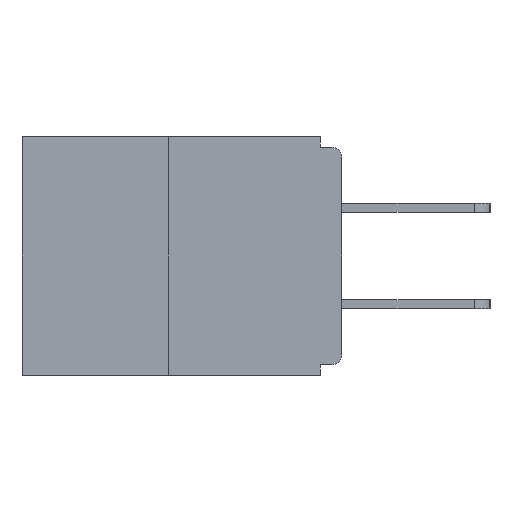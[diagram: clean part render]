
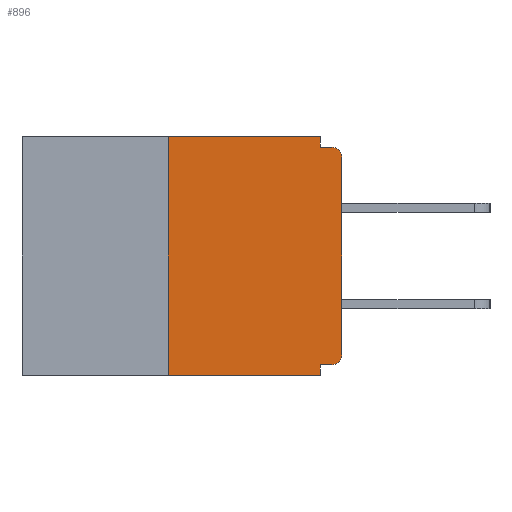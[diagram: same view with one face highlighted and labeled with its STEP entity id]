
A CAD part, left-side view. The second image highlights one B-rep face of the part: STEP entity #896.
In plain terms, the highlighted planar face has unit normal (-1, 0, 0).
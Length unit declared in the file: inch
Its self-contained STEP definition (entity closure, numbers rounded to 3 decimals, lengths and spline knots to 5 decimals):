
#88 = DIRECTION ( 'NONE',  ( -1., 0., 0. ) ) ;
#169 = DIRECTION ( 'NONE',  ( 0., -1., 0. ) ) ;
#427 = EDGE_CURVE ( 'NONE', #14443, #8282, #18513, .T. ) ;
#852 = ORIENTED_EDGE ( 'NONE', *, *, #21056, .T. ) ;
#896 = ADVANCED_FACE ( 'NONE', ( #9400 ), #7369, .F. ) ;
#937 = EDGE_CURVE ( 'NONE', #13929, #8282, #8114, .T. ) ;
#1375 = DIRECTION ( 'NONE',  ( 0., 0., -1. ) ) ;
#1747 = DIRECTION ( 'NONE',  ( 0., 1., 0. ) ) ;
#2052 = VECTOR ( 'NONE', #169, 39.37008 ) ;
#2151 = AXIS2_PLACEMENT_3D ( 'NONE', #10074, #88, #11743 ) ;
#2254 = ORIENTED_EDGE ( 'NONE', *, *, #937, .F. ) ;
#2465 = EDGE_CURVE ( 'NONE', #10964, #7848, #9834, .T. ) ;
#2891 = VECTOR ( 'NONE', #5850, 39.37008 ) ;
#3726 = CARTESIAN_POINT ( 'NONE',  ( 0., 0.015, -0.015 ) ) ;
#4022 = VECTOR ( 'NONE', #7801, 39.37008 ) ;
#4099 = CARTESIAN_POINT ( 'NONE',  ( 0., 0., -0.03 ) ) ;
#4209 = CARTESIAN_POINT ( 'NONE',  ( 0., 0.031, -0.015 ) ) ;
#4248 = EDGE_CURVE ( 'NONE', #16823, #13929, #11040, .T. ) ;
#4992 = ORIENTED_EDGE ( 'NONE', *, *, #427, .T. ) ;
#5095 = ORIENTED_EDGE ( 'NONE', *, *, #18940, .F. ) ;
#5850 = DIRECTION ( 'NONE',  ( 0., -1., 0. ) ) ;
#6126 = CARTESIAN_POINT ( 'NONE',  ( 0., 0.031, 0. ) ) ;
#6436 = CARTESIAN_POINT ( 'NONE',  ( 0., 0., -0.313 ) ) ;
#6836 = VECTOR ( 'NONE', #8408, 39.37008 ) ;
#7072 = CARTESIAN_POINT ( 'NONE',  ( 0., 0.031, 0. ) ) ;
#7299 = CARTESIAN_POINT ( 'NONE',  ( 0., 0.031, -0.343 ) ) ;
#7369 = PLANE ( 'NONE',  #20510 ) ;
#7411 = EDGE_CURVE ( 'NONE', #16823, #7959, #20560, .T. ) ;
#7643 = CARTESIAN_POINT ( 'NONE',  ( 0., 0.46, 0. ) ) ;
#7800 = CARTESIAN_POINT ( 'NONE',  ( 0., 0., 0. ) ) ;
#7801 = DIRECTION ( 'NONE',  ( 0., 0., -1. ) ) ;
#7848 = VERTEX_POINT ( 'NONE', #3726 ) ;
#7959 = VERTEX_POINT ( 'NONE', #6436 ) ;
#8023 = ORIENTED_EDGE ( 'NONE', *, *, #2465, .T. ) ;
#8114 = LINE ( 'NONE', #15524, #17950 ) ;
#8282 = VERTEX_POINT ( 'NONE', #7299 ) ;
#8408 = DIRECTION ( 'NONE',  ( 0., -1., 0. ) ) ;
#8484 = LINE ( 'NONE', #6126, #4022 ) ;
#8525 = EDGE_CURVE ( 'NONE', #14443, #14405, #16591, .T. ) ;
#8899 = ORIENTED_EDGE ( 'NONE', *, *, #12627, .F. ) ;
#9290 = DIRECTION ( 'NONE',  ( 0., 0., -1. ) ) ;
#9400 = FACE_OUTER_BOUND ( 'NONE', #11788, .T. ) ;
#9834 = CIRCLE ( 'NONE', #20959, 0.015 ) ;
#10009 = DIRECTION ( 'NONE',  ( 0., 0., 1. ) ) ;
#10074 = CARTESIAN_POINT ( 'NONE',  ( 0., 0.015, -0.313 ) ) ;
#10555 = VECTOR ( 'NONE', #12844, 39.37008 ) ;
#10910 = VECTOR ( 'NONE', #10009, 39.37008 ) ;
#10964 = VERTEX_POINT ( 'NONE', #4099 ) ;
#11040 = LINE ( 'NONE', #15715, #17015 ) ;
#11333 = DIRECTION ( 'NONE',  ( -1., 0., 0. ) ) ;
#11743 = DIRECTION ( 'NONE',  ( 0., 0., -1. ) ) ;
#11788 = EDGE_LOOP ( 'NONE', ( #8899, #19109, #4992, #2254, #21291, #13604, #852, #8023, #5095, #15748 ) ) ;
#12353 = CARTESIAN_POINT ( 'NONE',  ( 0., 0., -0.015 ) ) ;
#12627 = EDGE_CURVE ( 'NONE', #14405, #20024, #21528, .T. ) ;
#12844 = DIRECTION ( 'NONE',  ( 0., 0., 1. ) ) ;
#13508 = LINE ( 'NONE', #12353, #2891 ) ;
#13604 = ORIENTED_EDGE ( 'NONE', *, *, #7411, .T. ) ;
#13929 = VERTEX_POINT ( 'NONE', #17942 ) ;
#14405 = VERTEX_POINT ( 'NONE', #21519 ) ;
#14443 = VERTEX_POINT ( 'NONE', #20495 ) ;
#14632 = EDGE_CURVE ( 'NONE', #20024, #16315, #8484, .T. ) ;
#14927 = LINE ( 'NONE', #7800, #10555 ) ;
#15180 = CARTESIAN_POINT ( 'NONE',  ( 0., 0.46, 0. ) ) ;
#15524 = CARTESIAN_POINT ( 'NONE',  ( 0., 0.031, -0.343 ) ) ;
#15546 = CARTESIAN_POINT ( 'NONE',  ( 0., 0.015, -0.328 ) ) ;
#15715 = CARTESIAN_POINT ( 'NONE',  ( 0., 0., -0.328 ) ) ;
#15748 = ORIENTED_EDGE ( 'NONE', *, *, #14632, .F. ) ;
#16206 = CARTESIAN_POINT ( 'NONE',  ( 0., 0.015, -0.03 ) ) ;
#16315 = VERTEX_POINT ( 'NONE', #4209 ) ;
#16591 = LINE ( 'NONE', #16712, #10910 ) ;
#16712 = CARTESIAN_POINT ( 'NONE',  ( 0., 0.25, 0. ) ) ;
#16823 = VERTEX_POINT ( 'NONE', #15546 ) ;
#17015 = VECTOR ( 'NONE', #1747, 39.37008 ) ;
#17942 = CARTESIAN_POINT ( 'NONE',  ( 0., 0.031, -0.328 ) ) ;
#17950 = VECTOR ( 'NONE', #18866, 39.37008 ) ;
#18513 = LINE ( 'NONE', #20305, #6836 ) ;
#18866 = DIRECTION ( 'NONE',  ( 0., 0., -1. ) ) ;
#18940 = EDGE_CURVE ( 'NONE', #16315, #7848, #13508, .T. ) ;
#19109 = ORIENTED_EDGE ( 'NONE', *, *, #8525, .F. ) ;
#19259 = DIRECTION ( 'NONE',  ( 1., 0., 0. ) ) ;
#20024 = VERTEX_POINT ( 'NONE', #7072 ) ;
#20305 = CARTESIAN_POINT ( 'NONE',  ( 0., 0.46, -0.343 ) ) ;
#20495 = CARTESIAN_POINT ( 'NONE',  ( 0., 0.25, -0.343 ) ) ;
#20510 = AXIS2_PLACEMENT_3D ( 'NONE', #7643, #19259, #9290 ) ;
#20560 = CIRCLE ( 'NONE', #2151, 0.015 ) ;
#20959 = AXIS2_PLACEMENT_3D ( 'NONE', #16206, #11333, #1375 ) ;
#21056 = EDGE_CURVE ( 'NONE', #7959, #10964, #14927, .T. ) ;
#21291 = ORIENTED_EDGE ( 'NONE', *, *, #4248, .F. ) ;
#21519 = CARTESIAN_POINT ( 'NONE',  ( 0., 0.25, 0. ) ) ;
#21528 = LINE ( 'NONE', #15180, #2052 ) ;
